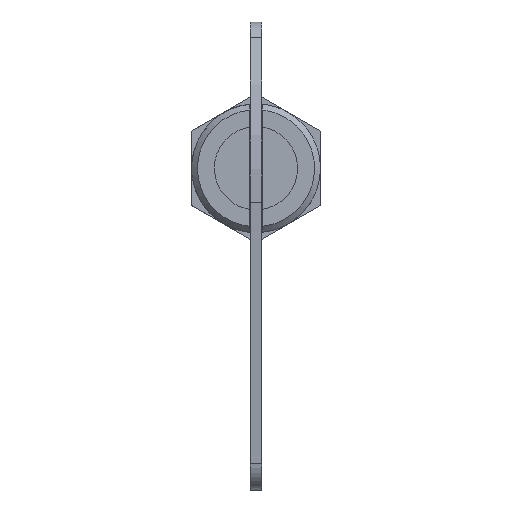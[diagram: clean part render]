
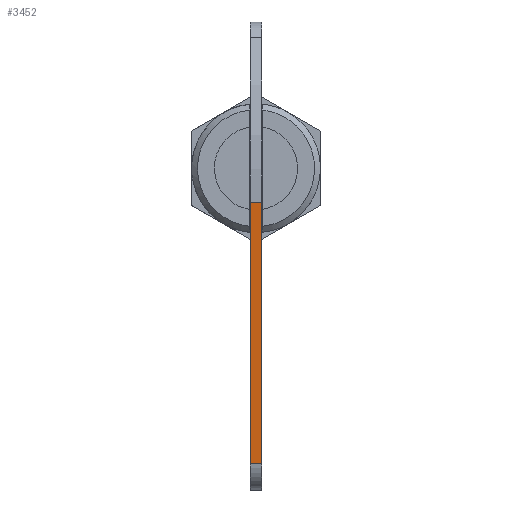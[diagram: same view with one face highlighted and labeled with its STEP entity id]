
A CAD part, front view. The second image highlights one B-rep face of the part: STEP entity #3452.
In plain terms, the highlighted free-form (B-spline) face has degree [1, 1] with [2, 2] control points.
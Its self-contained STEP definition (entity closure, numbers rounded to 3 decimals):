
#2950=CARTESIAN_POINT('',(-1.0,-175.508,-50.529));
#2951=VERTEX_POINT('',#2950);
#2964=CARTESIAN_POINT('',(-1.0,-180.256,-5.905));
#2965=VERTEX_POINT('',#2964);
#2966=CARTESIAN_POINT('',(-1.0,-175.508,-50.529));
#2967=CARTESIAN_POINT('',(-1.0,-180.256,-5.905));
#2968=QUASI_UNIFORM_CURVE('',1,(#2966,#2967),.UNSPECIFIED.,.F.,.U.);
#2969=EDGE_CURVE('',#2951,#2965,#2968,.T.);
#3126=CARTESIAN_POINT('',(1.0,-180.256,-5.905));
#3127=VERTEX_POINT('',#3126);
#3138=CARTESIAN_POINT('',(1.0,-175.508,-50.529));
#3139=VERTEX_POINT('',#3138);
#3140=CARTESIAN_POINT('',(1.0,-175.508,-50.529));
#3141=CARTESIAN_POINT('',(1.0,-180.256,-5.905));
#3142=QUASI_UNIFORM_CURVE('',1,(#3140,#3141),.UNSPECIFIED.,.F.,.U.);
#3143=EDGE_CURVE('',#3139,#3127,#3142,.T.);
#3427=CARTESIAN_POINT('',(1.0,-180.256,-5.905));
#3428=CARTESIAN_POINT('',(-1.0,-180.256,-5.905));
#3429=QUASI_UNIFORM_CURVE('',1,(#3427,#3428),.UNSPECIFIED.,.F.,.U.);
#3430=EDGE_CURVE('',#3127,#2965,#3429,.T.);
#3437=CARTESIAN_POINT('',(-1.1,-180.493,-3.676));
#3438=CARTESIAN_POINT('',(-1.1,-175.271,-52.758));
#3439=CARTESIAN_POINT('',(1.1,-180.493,-3.676));
#3440=CARTESIAN_POINT('',(1.1,-175.271,-52.758));
#3441=B_SPLINE_SURFACE_WITH_KNOTS('',1,1,((#3437,#3439),(#3438,#3440)),.UNSPECIFIED.,.F.,.F.,.U.,(2,2),(2,2),(0.0,49.359),(0.0,2.2),.UNSPECIFIED.);
#3442=ORIENTED_EDGE('',*,*,#2969,.F.);
#3443=CARTESIAN_POINT('',(1.0,-175.508,-50.529));
#3444=CARTESIAN_POINT('',(-1.0,-175.508,-50.529));
#3445=QUASI_UNIFORM_CURVE('',1,(#3443,#3444),.UNSPECIFIED.,.F.,.U.);
#3446=EDGE_CURVE('',#3139,#2951,#3445,.T.);
#3447=ORIENTED_EDGE('',*,*,#3446,.F.);
#3448=ORIENTED_EDGE('',*,*,#3143,.T.);
#3449=ORIENTED_EDGE('',*,*,#3430,.T.);
#3450=EDGE_LOOP('',(#3442,#3447,#3448,#3449));
#3451=FACE_OUTER_BOUND('',#3450,.T.);
#3452=ADVANCED_FACE('',(#3451),#3441,.T.);
